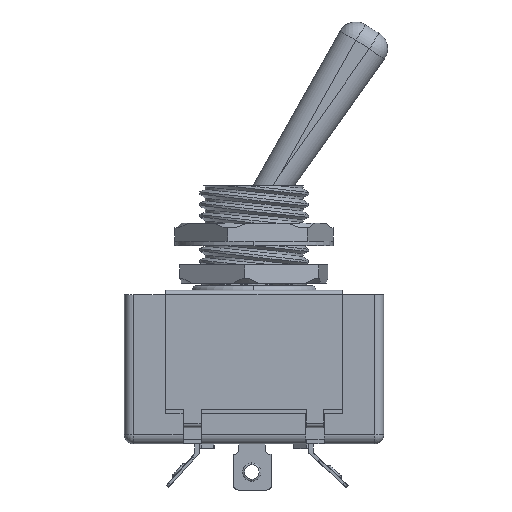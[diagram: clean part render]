
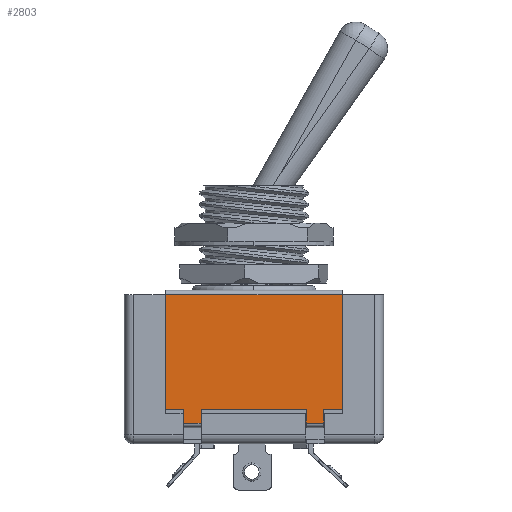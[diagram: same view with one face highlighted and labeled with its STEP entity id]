
A CAD part, left-side view. The second image highlights one B-rep face of the part: STEP entity #2803.
In plain terms, the highlighted planar face has unit normal (-1, 0, 0).
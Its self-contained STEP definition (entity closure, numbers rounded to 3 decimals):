
#414 = EDGE_LOOP ( 'NONE', ( #4792, #4794, #4793, #4795, #4796, #4797, #4798, #4799, #4800, #4801, #4802, #4803, #4804, #4805 ) ) ;
#577 = VERTEX_POINT ( 'NONE', #5625 ) ;
#587 = VERTEX_POINT ( 'NONE', #5632 ) ;
#590 = VERTEX_POINT ( 'NONE', #5634 ) ;
#593 = VERTEX_POINT ( 'NONE', #5637 ) ;
#2680 = VERTEX_POINT ( 'NONE', #9941 ) ;
#2681 = VERTEX_POINT ( 'NONE', #9942 ) ;
#2682 = VERTEX_POINT ( 'NONE', #9943 ) ;
#2683 = VERTEX_POINT ( 'NONE', #9944 ) ;
#2684 = VERTEX_POINT ( 'NONE', #9945 ) ;
#2685 = VERTEX_POINT ( 'NONE', #9946 ) ;
#2686 = VERTEX_POINT ( 'NONE', #9947 ) ;
#2687 = VERTEX_POINT ( 'NONE', #9948 ) ;
#2688 = VERTEX_POINT ( 'NONE', #9949 ) ;
#2689 = VERTEX_POINT ( 'NONE', #9950 ) ;
#2803 = ADVANCED_FACE ( 'NONE', ( #9479 ), #10116, .F. ) ;
#4678 = EDGE_CURVE ( 'NONE', #593, #590, #14621, .T. ) ;
#4679 = EDGE_CURVE ( 'NONE', #577, #593, #14711, .T. ) ;
#4680 = EDGE_CURVE ( 'NONE', #587, #590, #14714, .T. ) ;
#4681 = EDGE_CURVE ( 'NONE', #587, #2680, #14717, .T. ) ;
#4682 = EDGE_CURVE ( 'NONE', #2681, #2680, #14720, .T. ) ;
#4683 = EDGE_CURVE ( 'NONE', #2682, #2681, #14723, .T. ) ;
#4684 = EDGE_CURVE ( 'NONE', #2683, #2682, #14726, .T. ) ;
#4685 = EDGE_CURVE ( 'NONE', #2683, #2684, #14729, .T. ) ;
#4686 = EDGE_CURVE ( 'NONE', #2684, #2685, #14732, .T. ) ;
#4687 = EDGE_CURVE ( 'NONE', #2686, #2685, #14735, .T. ) ;
#4688 = EDGE_CURVE ( 'NONE', #2687, #2686, #14738, .T. ) ;
#4689 = EDGE_CURVE ( 'NONE', #2687, #2688, #14741, .T. ) ;
#4690 = EDGE_CURVE ( 'NONE', #2688, #2689, #14744, .T. ) ;
#4691 = EDGE_CURVE ( 'NONE', #577, #2689, #14747, .T. ) ;
#4792 = ORIENTED_EDGE ( 'NONE', *, *, #4679, .T. ) ;
#4793 = ORIENTED_EDGE ( 'NONE', *, *, #4680, .F. ) ;
#4794 = ORIENTED_EDGE ( 'NONE', *, *, #4678, .T. ) ;
#4795 = ORIENTED_EDGE ( 'NONE', *, *, #4681, .T. ) ;
#4796 = ORIENTED_EDGE ( 'NONE', *, *, #4682, .F. ) ;
#4797 = ORIENTED_EDGE ( 'NONE', *, *, #4683, .F. ) ;
#4798 = ORIENTED_EDGE ( 'NONE', *, *, #4684, .F. ) ;
#4799 = ORIENTED_EDGE ( 'NONE', *, *, #4685, .T. ) ;
#4800 = ORIENTED_EDGE ( 'NONE', *, *, #4686, .T. ) ;
#4801 = ORIENTED_EDGE ( 'NONE', *, *, #4687, .F. ) ;
#4802 = ORIENTED_EDGE ( 'NONE', *, *, #4688, .F. ) ;
#4803 = ORIENTED_EDGE ( 'NONE', *, *, #4689, .T. ) ;
#4804 = ORIENTED_EDGE ( 'NONE', *, *, #4690, .T. ) ;
#4805 = ORIENTED_EDGE ( 'NONE', *, *, #4691, .F. ) ;
#5625 = CARTESIAN_POINT ( 'NONE',  ( -8., -9.717, -37.6 ) ) ;
#5632 = CARTESIAN_POINT ( 'NONE',  ( -8., 9.718, -25.1 ) ) ;
#5634 = CARTESIAN_POINT ( 'NONE',  ( -8., 9.718, -25. ) ) ;
#5637 = CARTESIAN_POINT ( 'NONE',  ( -8., -9.717, -25. ) ) ;
#9479 = FACE_OUTER_BOUND ( 'NONE', #414, .T. ) ;
#9482 = AXIS2_PLACEMENT_3D ( 'NONE', #10117, #10118, #10119 ) ;
#9941 = CARTESIAN_POINT ( 'NONE',  ( -8., 9.717, -25.1 ) ) ;
#9942 = CARTESIAN_POINT ( 'NONE',  ( -8., 9.717, -37.6 ) ) ;
#9943 = CARTESIAN_POINT ( 'NONE',  ( -8., 7.773, -37.6 ) ) ;
#9944 = CARTESIAN_POINT ( 'NONE',  ( -8., 7.773, -39.1 ) ) ;
#9945 = CARTESIAN_POINT ( 'NONE',  ( -8., 5.817, -39.1 ) ) ;
#9946 = CARTESIAN_POINT ( 'NONE',  ( -8., 5.817, -37.6 ) ) ;
#9947 = CARTESIAN_POINT ( 'NONE',  ( -8., -5.774, -37.6 ) ) ;
#9948 = CARTESIAN_POINT ( 'NONE',  ( -8., -5.774, -39.1 ) ) ;
#9949 = CARTESIAN_POINT ( 'NONE',  ( -8., -7.688, -39.1 ) ) ;
#9950 = CARTESIAN_POINT ( 'NONE',  ( -8., -7.688, -37.6 ) ) ;
#10116 = PLANE ( 'NONE',  #9482 ) ;
#10117 = CARTESIAN_POINT ( 'NONE',  ( -8., 14.25, -41.4 ) ) ;
#10118 = DIRECTION ( 'NONE',  ( 1., 0., 0. ) ) ;
#10119 = DIRECTION ( 'NONE',  ( 0., 1., 0. ) ) ;
#14313 = VECTOR ( 'NONE', #14710, 1000. ) ;
#14314 = VECTOR ( 'NONE', #14713, 1000. ) ;
#14315 = VECTOR ( 'NONE', #14716, 1000. ) ;
#14316 = VECTOR ( 'NONE', #14719, 1000. ) ;
#14317 = VECTOR ( 'NONE', #14722, 1000. ) ;
#14318 = VECTOR ( 'NONE', #14725, 1000. ) ;
#14319 = VECTOR ( 'NONE', #14728, 1000. ) ;
#14320 = VECTOR ( 'NONE', #14731, 1000. ) ;
#14321 = VECTOR ( 'NONE', #14734, 1000. ) ;
#14322 = VECTOR ( 'NONE', #14737, 1000. ) ;
#14323 = VECTOR ( 'NONE', #14740, 1000. ) ;
#14324 = VECTOR ( 'NONE', #14743, 1000. ) ;
#14325 = VECTOR ( 'NONE', #14746, 1000. ) ;
#14326 = VECTOR ( 'NONE', #14749, 1000. ) ;
#14621 = LINE ( 'NONE', #14709, #14313 ) ;
#14709 = CARTESIAN_POINT ( 'NONE',  ( -8., 9.75, -25. ) ) ;
#14710 = DIRECTION ( 'NONE',  ( 0., 1., 0. ) ) ;
#14711 = LINE ( 'NONE', #14712, #14314 ) ;
#14712 = CARTESIAN_POINT ( 'NONE',  ( -8., -9.717, -37.6 ) ) ;
#14713 = DIRECTION ( 'NONE',  ( 0., 0., 1. ) ) ;
#14714 = LINE ( 'NONE', #14715, #14315 ) ;
#14715 = CARTESIAN_POINT ( 'NONE',  ( -8., 9.718, -25.1 ) ) ;
#14716 = DIRECTION ( 'NONE',  ( 0., 0., 1. ) ) ;
#14717 = LINE ( 'NONE', #14718, #14316 ) ;
#14718 = CARTESIAN_POINT ( 'NONE',  ( -8., 9.75, -25.1 ) ) ;
#14719 = DIRECTION ( 'NONE',  ( 0., -1., 0. ) ) ;
#14720 = LINE ( 'NONE', #14721, #14317 ) ;
#14721 = CARTESIAN_POINT ( 'NONE',  ( -8., 9.717, -37.6 ) ) ;
#14722 = DIRECTION ( 'NONE',  ( 0., 0., 1. ) ) ;
#14723 = LINE ( 'NONE', #14724, #14318 ) ;
#14724 = CARTESIAN_POINT ( 'NONE',  ( -8., 9.717, -37.6 ) ) ;
#14725 = DIRECTION ( 'NONE',  ( 0., 1., 0. ) ) ;
#14726 = LINE ( 'NONE', #14727, #14319 ) ;
#14727 = CARTESIAN_POINT ( 'NONE',  ( -8., 7.773, -39.6 ) ) ;
#14728 = DIRECTION ( 'NONE',  ( 0., 0., 1. ) ) ;
#14729 = LINE ( 'NONE', #14730, #14320 ) ;
#14730 = CARTESIAN_POINT ( 'NONE',  ( -8., 14.25, -39.1 ) ) ;
#14731 = DIRECTION ( 'NONE',  ( 0., -1., 0. ) ) ;
#14732 = LINE ( 'NONE', #14733, #14321 ) ;
#14733 = CARTESIAN_POINT ( 'NONE',  ( -8., 5.817, -39.6 ) ) ;
#14734 = DIRECTION ( 'NONE',  ( 0., 0., 1. ) ) ;
#14735 = LINE ( 'NONE', #14736, #14322 ) ;
#14736 = CARTESIAN_POINT ( 'NONE',  ( -8., 9.717, -37.6 ) ) ;
#14737 = DIRECTION ( 'NONE',  ( 0., 1., 0. ) ) ;
#14738 = LINE ( 'NONE', #14739, #14323 ) ;
#14739 = CARTESIAN_POINT ( 'NONE',  ( -8., -5.774, -39.6 ) ) ;
#14740 = DIRECTION ( 'NONE',  ( 0., 0., 1. ) ) ;
#14741 = LINE ( 'NONE', #14742, #14324 ) ;
#14742 = CARTESIAN_POINT ( 'NONE',  ( -8., 14.25, -39.1 ) ) ;
#14743 = DIRECTION ( 'NONE',  ( 0., -1., 0. ) ) ;
#14744 = LINE ( 'NONE', #14745, #14325 ) ;
#14745 = CARTESIAN_POINT ( 'NONE',  ( -8., -7.688, -39.6 ) ) ;
#14746 = DIRECTION ( 'NONE',  ( 0., 0., 1. ) ) ;
#14747 = LINE ( 'NONE', #14748, #14326 ) ;
#14748 = CARTESIAN_POINT ( 'NONE',  ( -8., 9.717, -37.6 ) ) ;
#14749 = DIRECTION ( 'NONE',  ( 0., 1., 0. ) ) ;
